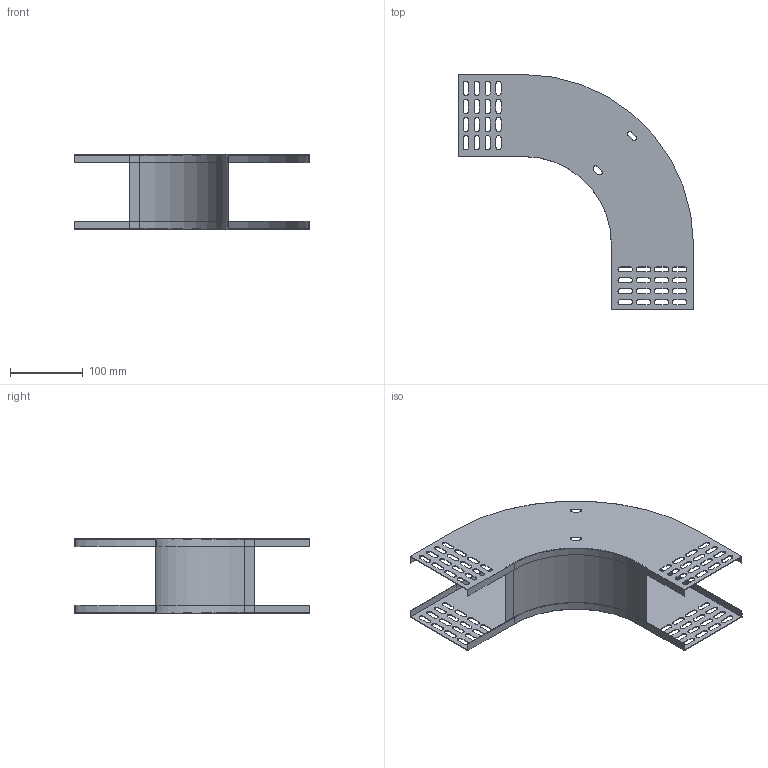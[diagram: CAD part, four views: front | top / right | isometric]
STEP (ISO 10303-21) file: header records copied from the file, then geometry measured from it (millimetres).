
FILE_DESCRIPTION (( 'STEP AP214' ), '1' );
FILE_NAME ('7007350.STEP', '2019-11-13T08:21:54', ( '' ), ( '' ), 'SwSTEP 2.0', 'SolidWorks 2018', '' );
FILE_SCHEMA (( 'AUTOMOTIVE_DESIGN' ));
Length unit declared in the file: millimetre
Products named in the file (3): 7007350; 002195_Bodenblech B=101; 002194_Standard
Assembly tree (3 placements, depth 2):
  7007350
    002194_Standard  x2
    002195_Bodenblech B=101
Bounding box: 323.75 x 323.75 x 103 mm (x, y, z)
Volume: 135811.8 mm3; surface area: 277859.7 mm2
Topology: 3 solids, 3 shells, 350 faces, 1008 edges, 664 vertices
Faces by surface type: plane 200, cylinder 150
Entity records: 6180 total; most frequent: CARTESIAN_POINT 1046, DIRECTION 1046, ORIENTED_EDGE 1036, EDGE_CURVE 518, LINE 366, VECTOR 366, AXIS2_PLACEMENT_3D 340, VERTEX_POINT 340
